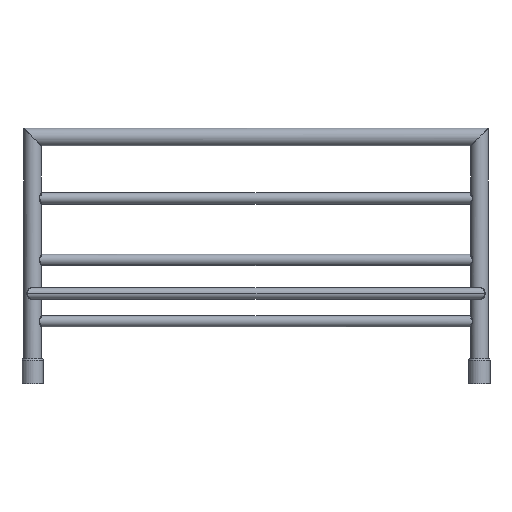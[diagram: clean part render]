
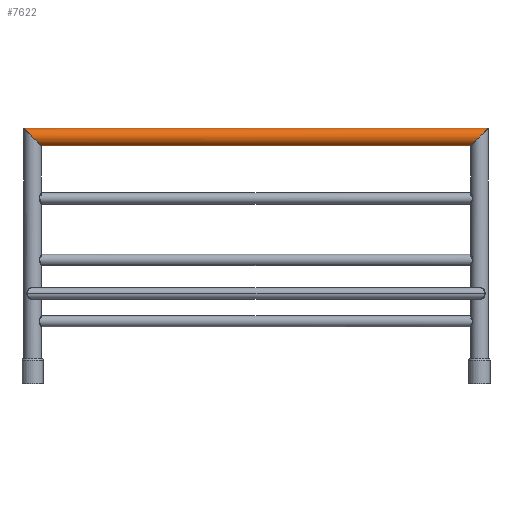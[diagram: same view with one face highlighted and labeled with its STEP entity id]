
A CAD part, front view. The second image highlights one B-rep face of the part: STEP entity #7622.
In plain terms, the highlighted cylindrical face has radius 9.995 mm (diameter 19.99 mm), a partial arc.
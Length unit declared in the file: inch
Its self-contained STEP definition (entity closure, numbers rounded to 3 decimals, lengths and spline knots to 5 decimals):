
#70=CARTESIAN_POINT('',(-10.,-0.3935,11.));
#1849=CARTESIAN_POINT('',(10.3685,0.,
11.39349));
#1850=CARTESIAN_POINT('',(10.3685,-0.02501,
11.39349));
#1851=CARTESIAN_POINT('',(10.36398,-0.07609,
11.38868));
#1852=CARTESIAN_POINT('',(10.34269,-0.15213,
11.36594));
#1853=CARTESIAN_POINT('',(10.30509,-0.22624,
11.32578));
#1854=CARTESIAN_POINT('',(10.25108,-0.29258,
11.26811));
#1855=CARTESIAN_POINT('',(10.18196,-0.34646,
11.19431));
#1856=CARTESIAN_POINT('',(10.09759,-0.38383,
11.10421));
#1857=CARTESIAN_POINT('',(10.03355,-0.39348,
11.03582));
#1858=CARTESIAN_POINT('',(10.,-0.3935,
11.));
#1860=CARTESIAN_POINT('',(9.5815,0.,
10.6065));
#1861=CARTESIAN_POINT('',(9.58149,-0.02515,
10.6065));
#1862=CARTESIAN_POINT('',(9.5867,-0.0766,
10.61137));
#1863=CARTESIAN_POINT('',(9.61138,-0.1536,
10.63459));
#1864=CARTESIAN_POINT('',(9.65491,-0.22815,
10.67553));
#1865=CARTESIAN_POINT('',(9.71655,-0.29402,
10.73349));
#1866=CARTESIAN_POINT('',(9.79485,-0.3471,
10.80711));
#1867=CARTESIAN_POINT('',(9.88862,-0.38358,
10.89528));
#1868=CARTESIAN_POINT('',(9.96154,-0.39348,
10.96384));
#1869=CARTESIAN_POINT('',(10.,-0.3935,
11.));
#1871=CARTESIAN_POINT('',(-9.5815,0.,
10.6065));
#1872=CARTESIAN_POINT('',(-9.5815,-0.02022,
10.6065));
#1873=CARTESIAN_POINT('',(-9.5848,-0.06262,
10.60959));
#1874=CARTESIAN_POINT('',(-9.60278,-0.1308,
10.62651));
#1875=CARTESIAN_POINT('',(-9.6358,-0.19882,
10.65756));
#1876=CARTESIAN_POINT('',(-9.68437,-0.26248,
10.70323));
#1877=CARTESIAN_POINT('',(-9.74823,-0.31798,
10.76327));
#1878=CARTESIAN_POINT('',(-9.82696,-0.36202,
10.8373));
#1879=CARTESIAN_POINT('',(-9.91843,-0.38907,
10.92331));
#1880=CARTESIAN_POINT('',(-9.97332,-0.3935,
10.97491));
#1881=CARTESIAN_POINT('',(-10.,-0.3935,
11.));
#1883=CARTESIAN_POINT('',(-10.3685,0.,
11.39349));
#1884=CARTESIAN_POINT('',(-10.36849,-0.02805,
11.39349));
#1885=CARTESIAN_POINT('',(-10.363,-0.08332,
11.38763));
#1886=CARTESIAN_POINT('',(-10.3383,-0.16283,
11.36125));
#1887=CARTESIAN_POINT('',(-10.30285,-0.22759,
11.3234));
#1888=CARTESIAN_POINT('',(-10.26546,-0.27488,
11.28347));
#1889=CARTESIAN_POINT('',(-10.22826,-0.31024,
11.24375));
#1890=CARTESIAN_POINT('',(-10.1924,-0.33655,
11.20545));
#1891=CARTESIAN_POINT('',(-10.15833,-0.35603,
11.16907));
#1892=CARTESIAN_POINT('',(-10.12656,-0.37011,
11.13514));
#1893=CARTESIAN_POINT('',(-10.09711,-0.38002,
11.1037));
#1894=CARTESIAN_POINT('',(-10.06993,-0.3867,
11.07467));
#1895=CARTESIAN_POINT('',(-10.04481,-0.39087,
11.04785));
#1896=CARTESIAN_POINT('',(-10.02156,-0.39307,
11.02302));
#1897=CARTESIAN_POINT('',(-10.007,-0.3935,
11.00748));
#1898=CARTESIAN_POINT('',(-10.,-0.3935,
11.));
#1900=DIRECTION('',(1.,0.,0.));
#1901=VECTOR('',#1900,20.737);
#1902=CARTESIAN_POINT('',(-10.3685,0.,
11.39349));
#1903=LINE('',#1902,#1901);
#1967=DIRECTION('',(1.,0.,0.));
#1968=VECTOR('',#1967,19.163);
#1969=CARTESIAN_POINT('',(-9.5815,0.,
10.6065));
#1970=LINE('',#1969,#1968);
#3244=CARTESIAN_POINT('',(-9.5815,0.,
10.6065));
#3245=CARTESIAN_POINT('',(9.5815,0.,
10.6065));
#3246=VERTEX_POINT('',#3244);
#3247=VERTEX_POINT('',#3245);
#3282=VERTEX_POINT('',#1849);
#3283=VERTEX_POINT('',#1858);
#3287=VERTEX_POINT('',#70);
#3288=VERTEX_POINT('',#1883);
#7604=CARTESIAN_POINT('',(-10.,0.,11.));
#7605=DIRECTION('',(1.,0.,0.));
#7606=DIRECTION('',(0.,0.,-1.));
#7607=AXIS2_PLACEMENT_3D('',#7604,#7605,#7606);
#7608=CYLINDRICAL_SURFACE('',#7607,0.3935);
#7609=ORIENTED_EDGE('',*,*,#7597,.T.);
#7611=ORIENTED_EDGE('',*,*,#7610,.F.);
#7613=ORIENTED_EDGE('',*,*,#7612,.F.);
#7615=ORIENTED_EDGE('',*,*,#7614,.T.);
#7617=ORIENTED_EDGE('',*,*,#7616,.F.);
#7619=ORIENTED_EDGE('',*,*,#7618,.T.);
#7620=EDGE_LOOP('',(#7609,#7611,#7613,#7615,#7617,#7619));
#7621=FACE_OUTER_BOUND('',#7620,.F.);
#7622=ADVANCED_FACE('',(#7621),#7608,.T.);
#1859=B_SPLINE_CURVE_WITH_KNOTS('',3,(#1849,#1850,#1851,#1852,#1853,#1854,#1855,
#1856,#1857,#1858),.UNSPECIFIED.,.F.,.F.,(4,1,1,1,1,1,1,4),(0.,
0.14286,0.28571,0.42857,0.57143,
0.71429,0.85714,1.),.UNSPECIFIED.);
#1870=B_SPLINE_CURVE_WITH_KNOTS('',3,(#1860,#1861,#1862,#1863,#1864,#1865,#1866,
#1867,#1868,#1869),.UNSPECIFIED.,.F.,.F.,(4,1,1,1,1,1,1,4),(0.,
0.14286,0.28571,0.42857,0.57143,
0.71429,0.85714,1.),.UNSPECIFIED.);
#1882=B_SPLINE_CURVE_WITH_KNOTS('',3,(#1871,#1872,#1873,#1874,#1875,#1876,#1877,
#1878,#1879,#1880,#1881),.UNSPECIFIED.,.F.,.F.,(4,1,1,1,1,1,1,1,4),(0.,
0.125,0.25,0.375,0.5,0.625,0.75,0.875,1.),.UNSPECIFIED.);
#1899=B_SPLINE_CURVE_WITH_KNOTS('',3,(#1883,#1884,#1885,#1886,#1887,#1888,#1889,
#1890,#1891,#1892,#1893,#1894,#1895,#1896,#1897,#1898),.UNSPECIFIED.,.F.,.F.,(4,
1,1,1,1,1,1,1,1,1,1,1,1,4),(0.,0.07692,0.15385,
0.23077,0.30769,0.38462,0.46154,
0.53846,0.61538,0.69231,0.76923,
0.84615,0.92308,1.),.UNSPECIFIED.);
#7597=EDGE_CURVE('',#3282,#3283,#1859,.T.);
#7610=EDGE_CURVE('',#3247,#3283,#1870,.T.);
#7612=EDGE_CURVE('',#3246,#3247,#1970,.T.);
#7614=EDGE_CURVE('',#3246,#3287,#1882,.T.);
#7616=EDGE_CURVE('',#3288,#3287,#1899,.T.);
#7618=EDGE_CURVE('',#3288,#3282,#1903,.T.);
